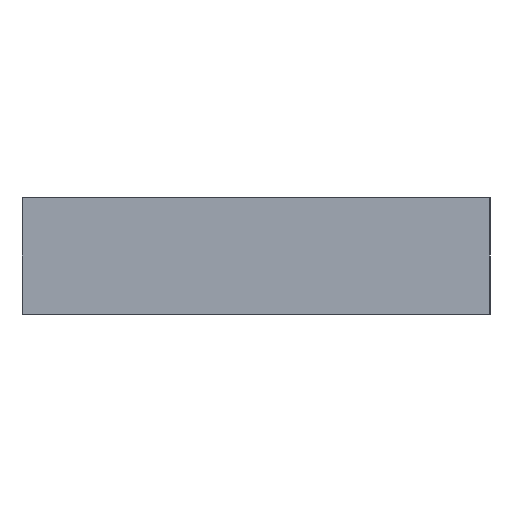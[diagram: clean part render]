
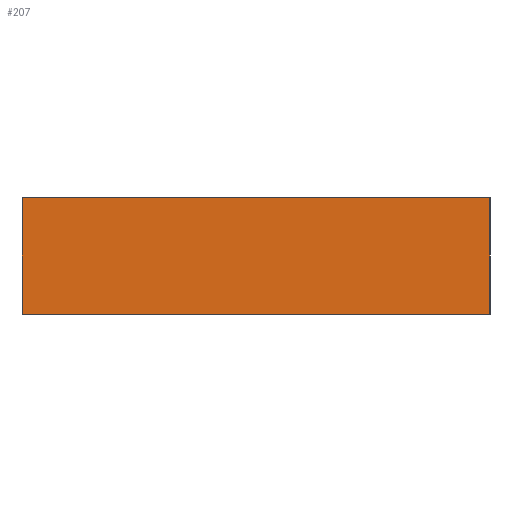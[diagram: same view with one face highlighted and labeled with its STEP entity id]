
A CAD part, left-side view. The second image highlights one B-rep face of the part: STEP entity #207.
In plain terms, the highlighted planar face has unit normal (-1, 0, 0).
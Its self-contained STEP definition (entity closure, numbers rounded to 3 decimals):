
#17 = ORIENTED_EDGE ( 'NONE', *, *, #392, .T. ) ;
#23 = CARTESIAN_POINT ( 'NONE',  ( 0., 6., 0. ) ) ;
#44 = AXIS2_PLACEMENT_3D ( 'NONE', #296, #293, #401 ) ;
#48 = CARTESIAN_POINT ( 'NONE',  ( 0., -6., 3. ) ) ;
#71 = DIRECTION ( 'NONE',  ( 0., 0., -1. ) ) ;
#75 = LINE ( 'NONE', #138, #185 ) ;
#97 = LINE ( 'NONE', #243, #173 ) ;
#107 = EDGE_CURVE ( 'NONE', #306, #354, #75, .T. ) ;
#113 = LINE ( 'NONE', #438, #414 ) ;
#133 = CARTESIAN_POINT ( 'NONE',  ( 0., 6., 3. ) ) ;
#138 = CARTESIAN_POINT ( 'NONE',  ( 0., -6., 3. ) ) ;
#163 = CARTESIAN_POINT ( 'NONE',  ( 0., -6., 0. ) ) ;
#173 = VECTOR ( 'NONE', #205, 1000. ) ;
#185 = VECTOR ( 'NONE', #71, 1000. ) ;
#205 = DIRECTION ( 'NONE',  ( 0., -1., 0. ) ) ;
#207 = ADVANCED_FACE ( 'NONE', ( #328 ), #326, .F. ) ;
#234 = ORIENTED_EDGE ( 'NONE', *, *, #461, .T. ) ;
#243 = CARTESIAN_POINT ( 'NONE',  ( 0., 6., 0. ) ) ;
#248 = EDGE_LOOP ( 'NONE', ( #234, #325, #441, #17 ) ) ;
#258 = EDGE_CURVE ( 'NONE', #302, #306, #113, .T. ) ;
#293 = DIRECTION ( 'NONE',  ( 1., 0., 0. ) ) ;
#296 = CARTESIAN_POINT ( 'NONE',  ( 0., 6., 3. ) ) ;
#299 = VECTOR ( 'NONE', #319, 1000. ) ;
#302 = VERTEX_POINT ( 'NONE', #338 ) ;
#306 = VERTEX_POINT ( 'NONE', #48 ) ;
#319 = DIRECTION ( 'NONE',  ( 0., 0., -1. ) ) ;
#325 = ORIENTED_EDGE ( 'NONE', *, *, #107, .F. ) ;
#326 = PLANE ( 'NONE',  #44 ) ;
#328 = FACE_OUTER_BOUND ( 'NONE', #248, .T. ) ;
#338 = CARTESIAN_POINT ( 'NONE',  ( 0., 6., 3. ) ) ;
#354 = VERTEX_POINT ( 'NONE', #163 ) ;
#388 = LINE ( 'NONE', #133, #299 ) ;
#392 = EDGE_CURVE ( 'NONE', #302, #419, #388, .T. ) ;
#401 = DIRECTION ( 'NONE',  ( 0., 0., -1. ) ) ;
#402 = DIRECTION ( 'NONE',  ( 0., -1., 0. ) ) ;
#414 = VECTOR ( 'NONE', #402, 1000. ) ;
#419 = VERTEX_POINT ( 'NONE', #23 ) ;
#438 = CARTESIAN_POINT ( 'NONE',  ( 0., 6., 3. ) ) ;
#441 = ORIENTED_EDGE ( 'NONE', *, *, #258, .F. ) ;
#461 = EDGE_CURVE ( 'NONE', #419, #354, #97, .T. ) ;
